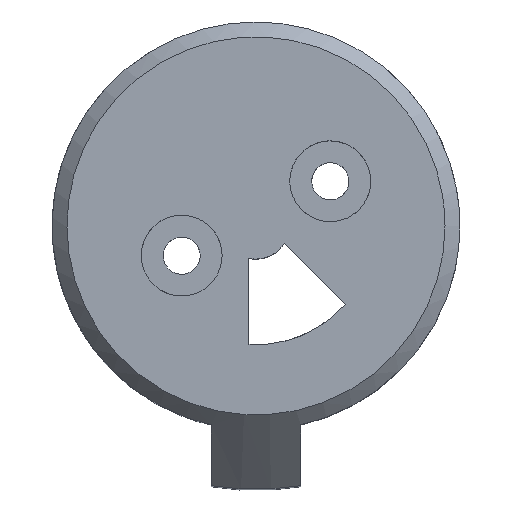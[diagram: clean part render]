
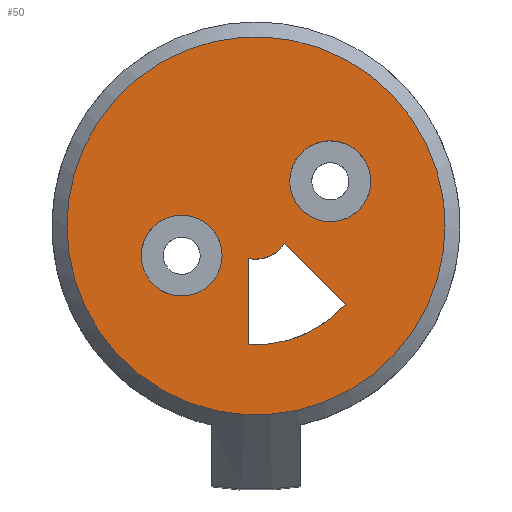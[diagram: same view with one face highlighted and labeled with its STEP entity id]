
A CAD part, top view. The second image highlights one B-rep face of the part: STEP entity #50.
In plain terms, the highlighted planar face has unit normal (0, 0, 1).
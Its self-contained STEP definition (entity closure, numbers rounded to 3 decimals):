
#21=FACE_BOUND('',#112,.T.);
#22=FACE_BOUND('',#113,.T.);
#23=FACE_BOUND('',#114,.T.);
#50=ADVANCED_FACE('',(#77,#21,#22,#23),#417,.T.);
#77=FACE_OUTER_BOUND('',#111,.T.);
#111=EDGE_LOOP('',(#230));
#112=EDGE_LOOP('',(#231));
#113=EDGE_LOOP('',(#232,#233,#234,#235));
#114=EDGE_LOOP('',(#236));
#230=ORIENTED_EDGE('',*,*,#283,.F.);
#231=ORIENTED_EDGE('',*,*,#247,.T.);
#232=ORIENTED_EDGE('',*,*,#291,.T.);
#233=ORIENTED_EDGE('',*,*,#290,.T.);
#234=ORIENTED_EDGE('',*,*,#292,.F.);
#235=ORIENTED_EDGE('',*,*,#289,.T.);
#236=ORIENTED_EDGE('',*,*,#239,.T.);
#239=EDGE_CURVE('',#361,#361,#335,.T.);
#247=EDGE_CURVE('',#366,#366,#340,.T.);
#283=EDGE_CURVE('',#390,#390,#357,.T.);
#289=EDGE_CURVE('',#397,#395,#324,.T.);
#290=EDGE_CURVE('',#396,#398,#325,.T.);
#291=EDGE_CURVE('',#395,#396,#326,.T.);
#292=EDGE_CURVE('',#397,#398,#327,.T.);
#324=B_SPLINE_CURVE_WITH_KNOTS('',3,(#1160,#1161,#1162,#1163,#1164,#1165,
#1166),.UNSPECIFIED.,.F.,.F.,(4,3,4),(0.074,5.141,
7.434),.UNSPECIFIED.);
#325=B_SPLINE_CURVE_WITH_KNOTS('',3,(#1167,#1168,#1169,#1170,#1171,#1172,
#1173),.UNSPECIFIED.,.F.,.F.,(4,3,4),(0.028,1.042,
2.848),.UNSPECIFIED.);
#326=B_SPLINE_CURVE_WITH_KNOTS('',3,(#1174,#1175,#1176,#1177,#1178,#1179,
#1180),.UNSPECIFIED.,.F.,.F.,(4,3,4),(0.058,5.03,
5.854),.UNSPECIFIED.);
#327=B_SPLINE_CURVE_WITH_KNOTS('',3,(#1181,#1182,#1183,#1184),
 .UNSPECIFIED.,.F.,.F.,(4,4),(0.,5.795),
 .UNSPECIFIED.);
#335=(
BOUNDED_CURVE()
B_SPLINE_CURVE(2,(#768,#769,#770,#771,#772,#773,#774,#775,#776),
 .UNSPECIFIED.,.T.,.F.)
B_SPLINE_CURVE_WITH_KNOTS((3,2,2,2,3),(-17.093,-12.82,
-8.547,-4.273,0.),.UNSPECIFIED.)
CURVE()
GEOMETRIC_REPRESENTATION_ITEM()
RATIONAL_B_SPLINE_CURVE((1.,0.707,1.,0.707,1.,0.707,
1.,0.707,1.))
REPRESENTATION_ITEM('')
);
#340=(
BOUNDED_CURVE()
B_SPLINE_CURVE(2,(#837,#838,#839,#840,#841,#842,#843,#844,#845),
 .UNSPECIFIED.,.T.,.F.)
B_SPLINE_CURVE_WITH_KNOTS((3,2,2,2,3),(-17.093,-12.82,
-8.547,-4.273,0.),.UNSPECIFIED.)
CURVE()
GEOMETRIC_REPRESENTATION_ITEM()
RATIONAL_B_SPLINE_CURVE((1.,0.707,1.,0.707,1.,0.707,
1.,0.707,1.))
REPRESENTATION_ITEM('')
);
#357=(
BOUNDED_CURVE()
B_SPLINE_CURVE(2,(#1133,#1134,#1135,#1136,#1137,#1138,#1139,#1140,#1141),
 .UNSPECIFIED.,.T.,.F.)
B_SPLINE_CURVE_WITH_KNOTS((3,2,2,2,3),(0.,19.981,39.963,
59.944,79.925),.UNSPECIFIED.)
CURVE()
GEOMETRIC_REPRESENTATION_ITEM()
RATIONAL_B_SPLINE_CURVE((1.,0.707,1.,0.707,1.,0.707,
1.,0.707,1.))
REPRESENTATION_ITEM('')
);
#361=VERTEX_POINT('',#719);
#366=VERTEX_POINT('',#724);
#390=VERTEX_POINT('',#748);
#395=VERTEX_POINT('',#753);
#396=VERTEX_POINT('',#754);
#397=VERTEX_POINT('',#755);
#398=VERTEX_POINT('',#756);
#417=PLANE('',#532);
#532=AXIS2_PLACEMENT_3D('',#716,#554,$);
#554=DIRECTION('',(0.,0.,1.));
#716=CARTESIAN_POINT('',(-38.716,92.791,-14.649));
#719=CARTESIAN_POINT('',(-27.,76.797,-14.649));
#724=CARTESIAN_POINT('',(-17.,81.797,-14.649));
#748=CARTESIAN_POINT('',(-12.,78.796,-14.649));
#753=CARTESIAN_POINT('',(-25.191,70.818,-14.649));
#754=CARTESIAN_POINT('',(-25.213,76.613,-14.649));
#755=CARTESIAN_POINT('',(-18.713,73.524,-14.649));
#756=CARTESIAN_POINT('',(-22.822,77.611,-14.649));
#768=CARTESIAN_POINT('',(-27.,76.797,-14.649));
#769=CARTESIAN_POINT('',(-27.,74.077,-14.649));
#770=CARTESIAN_POINT('',(-29.72,74.077,-14.649));
#771=CARTESIAN_POINT('',(-32.441,74.077,-14.649));
#772=CARTESIAN_POINT('',(-32.441,76.797,-14.649));
#773=CARTESIAN_POINT('',(-32.441,79.518,-14.649));
#774=CARTESIAN_POINT('',(-29.72,79.518,-14.649));
#775=CARTESIAN_POINT('',(-27.,79.518,-14.649));
#776=CARTESIAN_POINT('',(-27.,76.797,-14.649));
#837=CARTESIAN_POINT('',(-17.,81.797,-14.649));
#838=CARTESIAN_POINT('',(-17.,79.077,-14.649));
#839=CARTESIAN_POINT('',(-19.72,79.077,-14.649));
#840=CARTESIAN_POINT('',(-22.441,79.077,-14.649));
#841=CARTESIAN_POINT('',(-22.441,81.797,-14.649));
#842=CARTESIAN_POINT('',(-22.441,84.518,-14.649));
#843=CARTESIAN_POINT('',(-19.72,84.518,-14.649));
#844=CARTESIAN_POINT('',(-17.,84.518,-14.649));
#845=CARTESIAN_POINT('',(-17.,81.797,-14.649));
#1133=CARTESIAN_POINT('',(-12.,78.796,-14.649));
#1134=CARTESIAN_POINT('',(-12.,66.075,-14.649));
#1135=CARTESIAN_POINT('',(-24.721,66.075,-14.649));
#1136=CARTESIAN_POINT('',(-37.441,66.075,-14.649));
#1137=CARTESIAN_POINT('',(-37.441,78.796,-14.649));
#1138=CARTESIAN_POINT('',(-37.441,91.517,-14.649));
#1139=CARTESIAN_POINT('',(-24.721,91.517,-14.649));
#1140=CARTESIAN_POINT('',(-12.,91.517,-14.649));
#1141=CARTESIAN_POINT('',(-12.,78.796,-14.649));
#1160=CARTESIAN_POINT('',(-18.713,73.524,-14.649));
#1161=CARTESIAN_POINT('',(-19.818,72.266,-14.649));
#1162=CARTESIAN_POINT('',(-21.289,71.386,-14.649));
#1163=CARTESIAN_POINT('',(-22.921,71.009,-14.649));
#1164=CARTESIAN_POINT('',(-23.665,70.837,-14.649));
#1165=CARTESIAN_POINT('',(-24.429,70.773,-14.649));
#1166=CARTESIAN_POINT('',(-25.191,70.818,-14.649));
#1167=CARTESIAN_POINT('',(-25.213,76.613,-14.649));
#1168=CARTESIAN_POINT('',(-24.885,76.539,-14.649));
#1169=CARTESIAN_POINT('',(-24.545,76.54,-14.649));
#1170=CARTESIAN_POINT('',(-24.217,76.616,-14.649));
#1171=CARTESIAN_POINT('',(-23.638,76.75,-14.649));
#1172=CARTESIAN_POINT('',(-23.136,77.108,-14.649));
#1173=CARTESIAN_POINT('',(-22.822,77.611,-14.649));
#1174=CARTESIAN_POINT('',(-25.191,70.818,-14.649));
#1175=CARTESIAN_POINT('',(-25.197,72.475,-14.649));
#1176=CARTESIAN_POINT('',(-25.204,74.132,-14.649));
#1177=CARTESIAN_POINT('',(-25.21,75.789,-14.649));
#1178=CARTESIAN_POINT('',(-25.211,76.064,-14.649));
#1179=CARTESIAN_POINT('',(-25.212,76.339,-14.649));
#1180=CARTESIAN_POINT('',(-25.213,76.613,-14.649));
#1181=CARTESIAN_POINT('',(-18.713,73.524,-14.649));
#1182=CARTESIAN_POINT('',(-20.083,74.886,-14.649));
#1183=CARTESIAN_POINT('',(-21.452,76.249,-14.649));
#1184=CARTESIAN_POINT('',(-22.822,77.611,-14.649));
